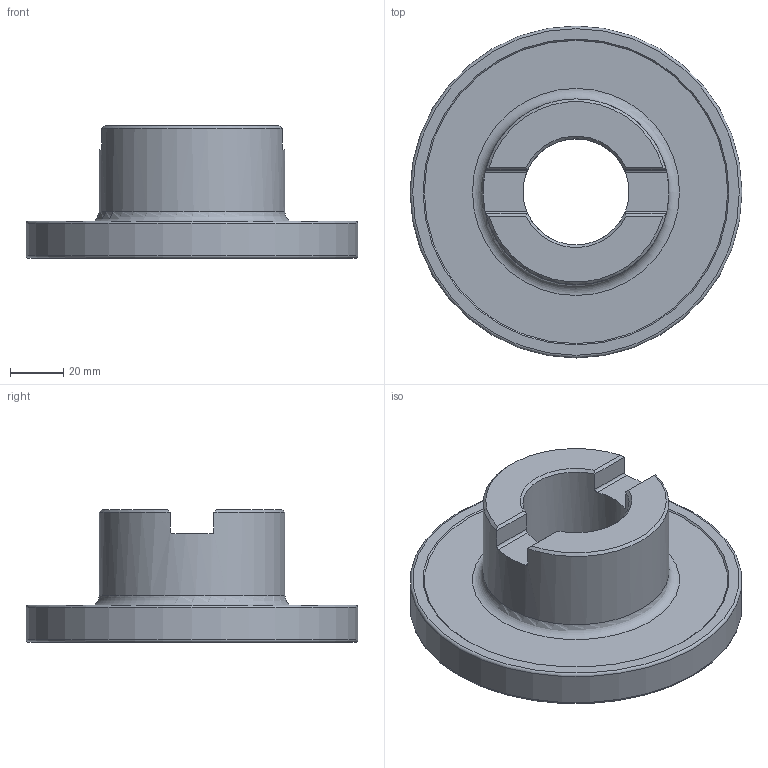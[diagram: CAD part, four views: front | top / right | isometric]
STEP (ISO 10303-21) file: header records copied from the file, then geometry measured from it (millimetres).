
FILE_DESCRIPTION(/* description */ (''),/* implementation_level */ '2;1');
FILE_NAME(/* name */ 'R335.18-125.1418.40-4N.stp',/* time_stamp */ '2017-09-14T10:14:27+06:00',/* author */ (''),/* organization */ (''),/* preprocessor_version */ 'ST-DEVELOPER v16',/* originating_system */ 'SIEMENS PLM Software NX 11.0',/* authorisation */ '');
FILE_SCHEMA (('AUTOMOTIVE_DESIGN { 1 0 10303 214 3 1 1 1 }'));
Length unit declared in the file: millimetre
Products named in the file (1): R335.18-125.1418.40-4N
Bounding box: 125 x 125 x 50.01 mm (x, y, z)
Volume: 231862.8 mm3; surface area: 53386.4 mm2
Topology: 2 solids, 2 shells, 42 faces, 93 edges, 56 vertices
Faces by surface type: plane 17, cylinder 10, cone 8, torus 7
Full cylindrical faces by diameter (mm): 39.97 x1, 53.975 x1, 69.991 x1, 114.2 x1, 121.285 x1, 125 x1
Entity records: 1213 total; most frequent: CARTESIAN_POINT 316, DIRECTION 182, ORIENTED_EDGE 146, AXIS2_PLACEMENT_3D 79, EDGE_CURVE 73, EDGE_LOOP 64, VERTEX_POINT 53, FACE_BOUND 44
